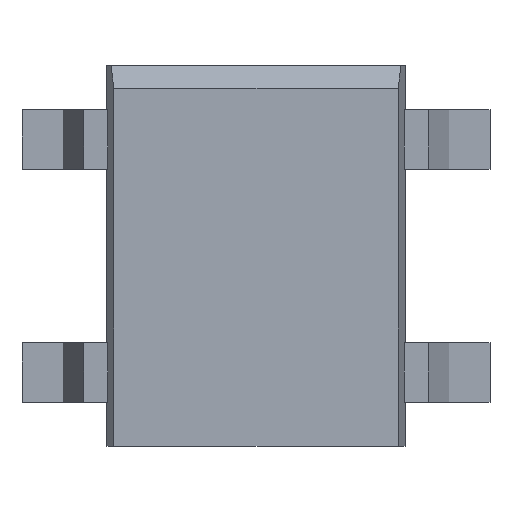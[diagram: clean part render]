
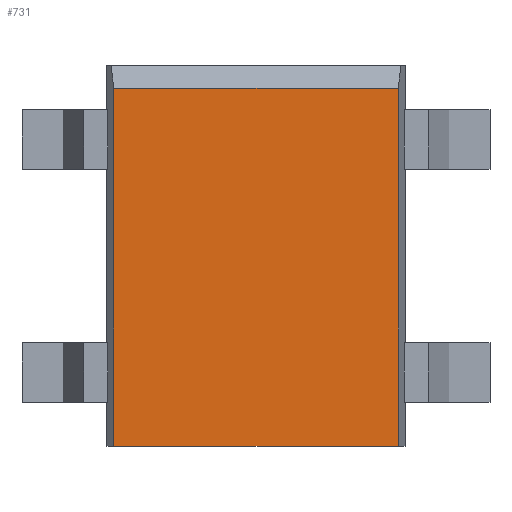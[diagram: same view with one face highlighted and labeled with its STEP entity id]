
A CAD part, top view. The second image highlights one B-rep face of the part: STEP entity #731.
In plain terms, the highlighted planar face has unit normal (0, 0, 1).
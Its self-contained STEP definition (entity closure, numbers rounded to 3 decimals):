
#387 = VERTEX_POINT('',#388);
#388 = CARTESIAN_POINT('',(-3.1,3.65,2.7));
#396 = EDGE_CURVE('',#387,#397,#399,.T.);
#397 = VERTEX_POINT('',#398);
#398 = CARTESIAN_POINT('',(-3.1,-4.15,2.7));
#399 = LINE('',#400,#401);
#400 = CARTESIAN_POINT('',(-3.1,4.15,2.7));
#401 = VECTOR('',#402,1.);
#402 = DIRECTION('',(0.,-1.,0.));
#526 = VERTEX_POINT('',#527);
#527 = CARTESIAN_POINT('',(3.1,-4.15,2.7));
#533 = EDGE_CURVE('',#526,#397,#534,.T.);
#534 = LINE('',#535,#536);
#535 = CARTESIAN_POINT('',(3.1,-4.15,2.7));
#536 = VECTOR('',#537,1.);
#537 = DIRECTION('',(-1.,0.,0.));
#695 = VERTEX_POINT('',#696);
#696 = CARTESIAN_POINT('',(3.1,3.65,2.7));
#702 = EDGE_CURVE('',#695,#387,#703,.T.);
#703 = LINE('',#704,#705);
#704 = CARTESIAN_POINT('',(3.1,3.65,2.7));
#705 = VECTOR('',#706,1.);
#706 = DIRECTION('',(-1.,0.,0.));
#731 = ADVANCED_FACE('',(#732),#743,.F.);
#732 = FACE_BOUND('',#733,.F.);
#733 = EDGE_LOOP('',(#734,#740,#741,#742));
#734 = ORIENTED_EDGE('',*,*,#735,.T.);
#735 = EDGE_CURVE('',#695,#526,#736,.T.);
#736 = LINE('',#737,#738);
#737 = CARTESIAN_POINT('',(3.1,4.15,2.7));
#738 = VECTOR('',#739,1.);
#739 = DIRECTION('',(0.,-1.,0.));
#740 = ORIENTED_EDGE('',*,*,#533,.T.);
#741 = ORIENTED_EDGE('',*,*,#396,.F.);
#742 = ORIENTED_EDGE('',*,*,#702,.F.);
#743 = PLANE('',#744);
#744 = AXIS2_PLACEMENT_3D('',#745,#746,#747);
#745 = CARTESIAN_POINT('',(3.1,4.15,2.7));
#746 = DIRECTION('',(0.,0.,-1.));
#747 = DIRECTION('',(-1.,0.,0.));
